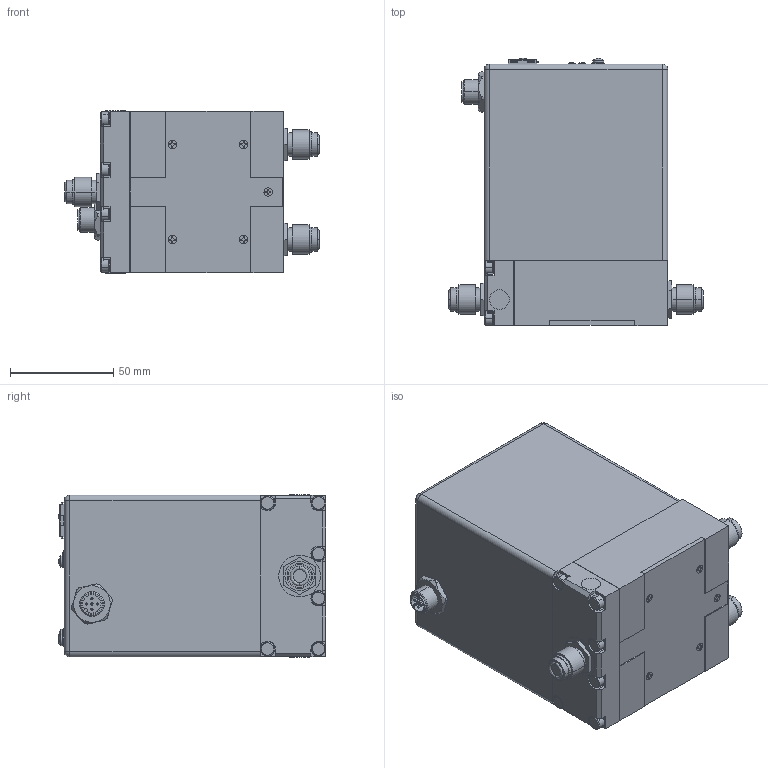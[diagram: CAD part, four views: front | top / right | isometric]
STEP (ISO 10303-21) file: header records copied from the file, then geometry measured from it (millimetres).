
FILE_DESCRIPTION (( 'STEP AP203' ), '1' );
FILE_NAME ('Delta-II-D-Net.STEP', '2022-10-05T12:51:24', ( '' ), ( '' ), 'SwSTEP 2.0', 'SolidWorks 2019', '' );
FILE_SCHEMA (( 'CONFIG_CONTROL_DESIGN' ));
Length unit declared in the file: inch
Products named in the file (1): Delta-II-D-Net
Bounding box: 123.75 x 129.92 x 78.74 mm (x, y, z)
Volume: 101295.8 mm3; surface area: 113219 mm2
Topology: 1 solids, 1 shells, 609 faces, 1750 edges, 1177 vertices
Faces by surface type: plane 365, cylinder 157, bspline 60, cone 23, sphere 4
Entity records: 22503 total; most frequent: CARTESIAN_POINT 6343, ORIENTED_EDGE 3484, DIRECTION 3200, EDGE_CURVE 1742, LINE 1200, VECTOR 1200, VERTEX_POINT 1177, AXIS2_PLACEMENT_3D 1000
